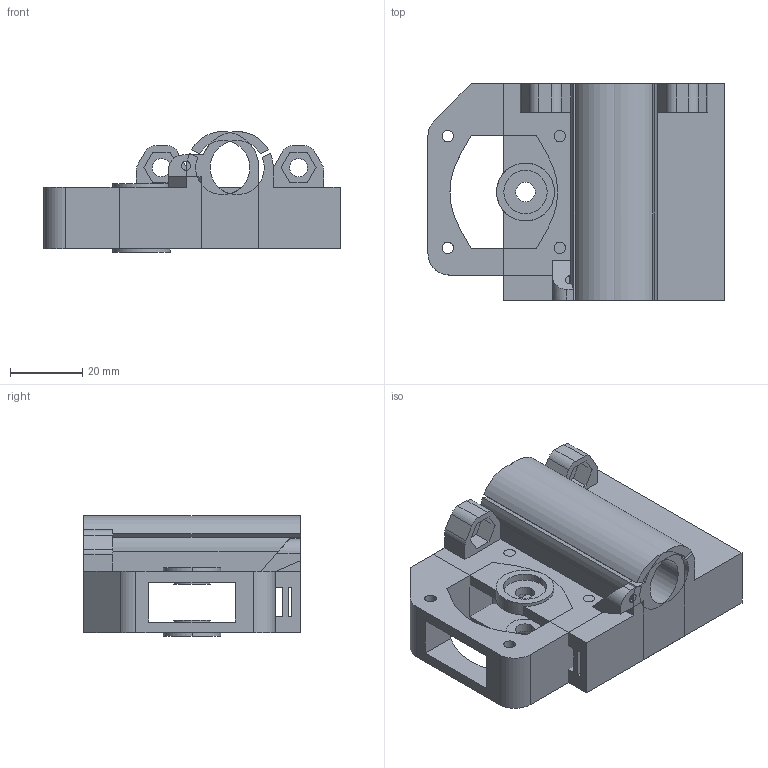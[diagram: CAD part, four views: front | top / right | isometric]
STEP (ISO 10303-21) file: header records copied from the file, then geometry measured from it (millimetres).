
FILE_DESCRIPTION(('FreeCAD Model'),'2;1');
FILE_NAME('Open CASCADE Shape Model','2025-06-01T17:18:22',(''),(''), 'Open CASCADE STEP processor 7.8','FreeCAD','Unknown');
FILE_SCHEMA(('AUTOMOTIVE_DESIGN { 1 0 10303 214 1 1 1 1 }'));
Length unit declared in the file: millimetre
Products named in the file (3): Prusa_i3_to_Elegoo; Prusa i3, X Ends, Configurable_X End Idler, Printed; Prusa i3, X Ends, Configurable_X End Motor, Printed
Assembly tree (2 placements, depth 2):
  Prusa_i3_to_Elegoo
    Prusa i3, X Ends, Configurable_X End Idler, Printed
    Prusa i3, X Ends, Configurable_X End Motor, Printed
Bounding box: 82 x 60 x 33.5 mm (x, y, z)
Volume: 74003.9 mm3; surface area: 46041.7 mm2
Topology: 2 solids, 2 shells, 184 faces, 517 edges, 343 vertices
Faces by surface type: plane 123, cylinder 61
Entity records: 6070 total; most frequent: CARTESIAN_POINT 1059, ORIENTED_EDGE 1034, DIRECTION 1014, EDGE_CURVE 517, LINE 386, VECTOR 386, VERTEX_POINT 343, AXIS2_PLACEMENT_3D 314
